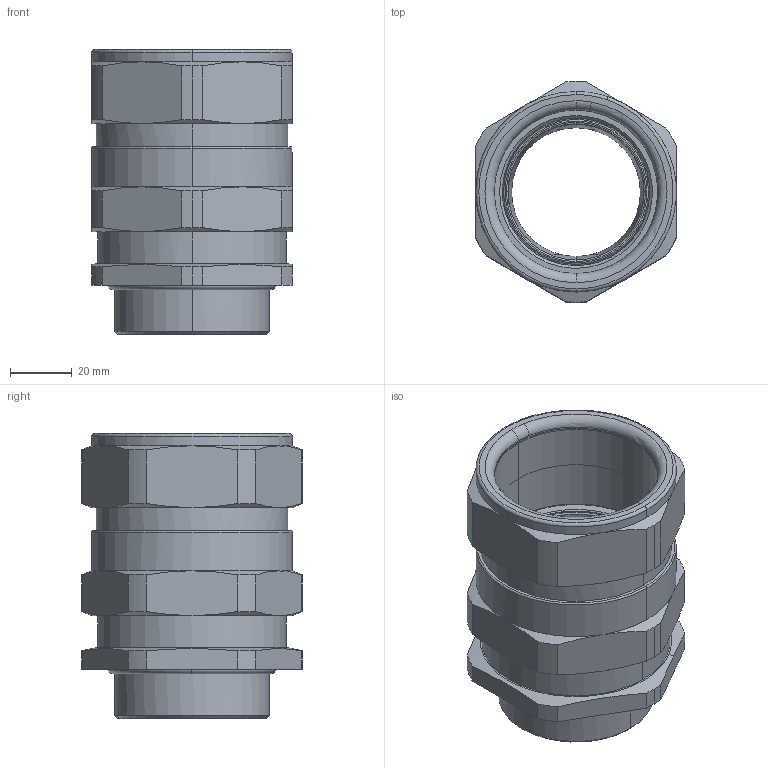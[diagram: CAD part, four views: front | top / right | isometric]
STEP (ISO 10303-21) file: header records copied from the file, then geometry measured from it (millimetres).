
FILE_DESCRIPTION(('CATIA V5 STEP Exchange','CAx-IF Rec.Pracs.--- Model Styling and Organization---1.4--- 2014-01-23'),'2;1');
FILE_NAME ('268029-1_0_1188090000_1188090000.stp','2023-01-03T07:29:37+00:00',('none'),('Weidmueller'),'CATIA Version 5-6 Release 2016 SP3 HF44','CATIA V5 STEP AP214','none');
FILE_SCHEMA(('AUTOMOTIVE_DESIGN { 1 0 10303 214 1 1 1 1 }'));
Length unit declared in the file: millimetre
Products named in the file (1): E1XZ/50/M50-WM
Bounding box: 65 x 71.5 x 92.35 mm (x, y, z)
Volume: 114111.4 mm3; surface area: 70591.2 mm2
Topology: 4 solids, 4 shells, 245 faces, 575 edges, 352 vertices
Faces by surface type: cone 81, cylinder 76, torus 48, plane 40
Entity records: 6869 total; most frequent: CARTESIAN_POINT 1591, ORIENTED_EDGE 1150, DIRECTION 885, EDGE_CURVE 575, AXIS2_PLACEMENT_3D 532, VERTEX_POINT 352, CIRCLE 334, EDGE_LOOP 267
